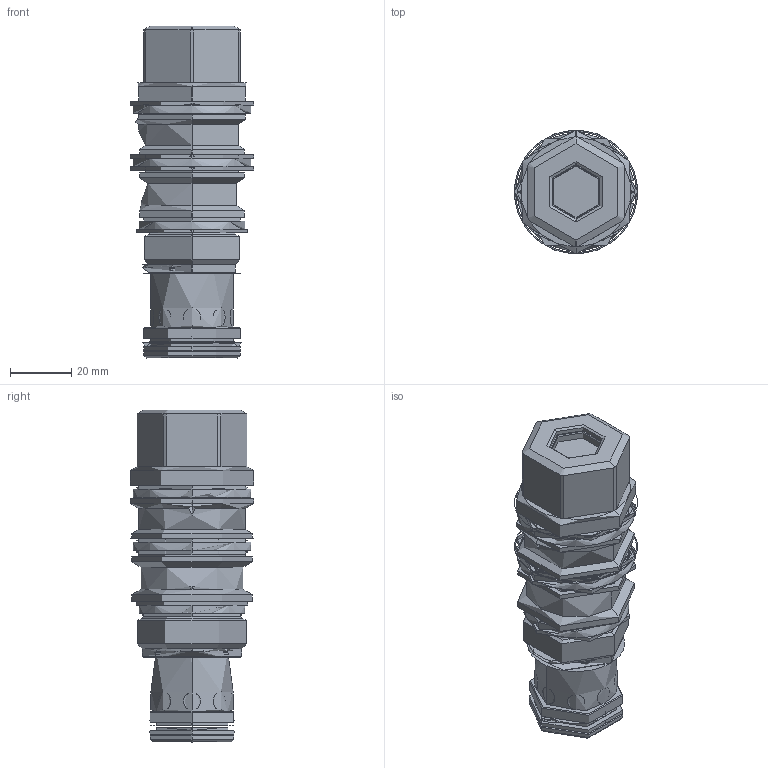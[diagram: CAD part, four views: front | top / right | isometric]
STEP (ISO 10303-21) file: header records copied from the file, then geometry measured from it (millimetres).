
FILE_DESCRIPTION((''),'2;1');
FILE_NAME('DOHR8HN_SW','2021-08-06T16:26:43',('charlief'),(''),'CREO PARAMETRIC BY PTC INC, 2021072','CREO PARAMETRIC BY PTC INC, 2021072','');
FILE_SCHEMA(('CONFIG_CONTROL_DESIGN'));
Length unit declared in the file: inch
Products named in the file (1): DOHR8HN_SW
Bounding box: 40.41 x 40.41 x 108.74 mm (x, y, z)
Topology: 0 solids, 0 shells, 260 faces, 1164 edges, 1141 vertices
Faces by surface type: cylinder 124, plane 47, cone 40, torus 35, revolution 14
Entity records: 20954 total; most frequent: CARTESIAN_POINT 10096, DIRECTION 2091, TRIMMED_CURVE 1293, DEFINITIONAL_REPRESENTATION 1120, PCURVE 1120, COMPOSITE_CURVE_SEGMENT 1120, VECTOR 1001, LINE 1001
